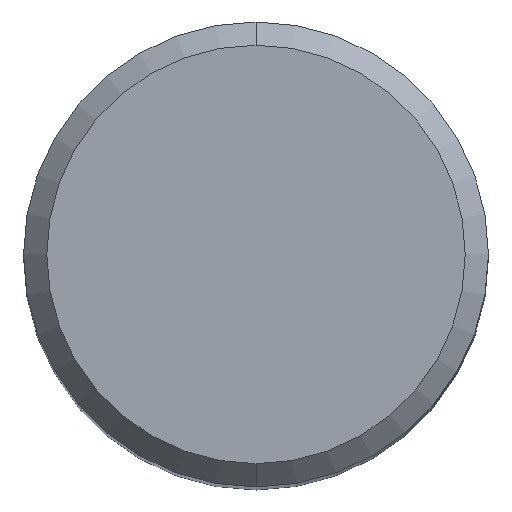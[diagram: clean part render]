
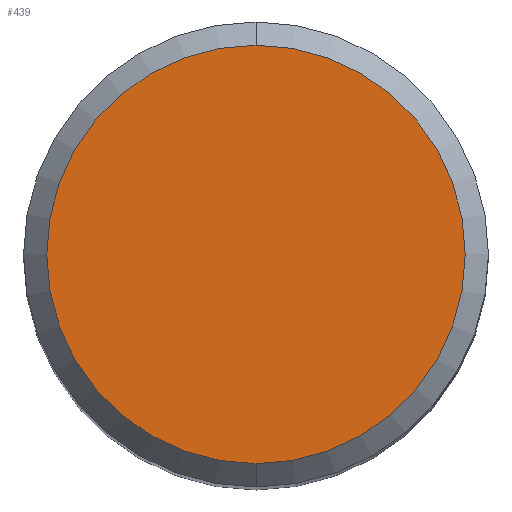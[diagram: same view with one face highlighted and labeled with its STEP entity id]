
A CAD part, top view. The second image highlights one B-rep face of the part: STEP entity #439.
In plain terms, the highlighted planar face has unit normal (0, 0, 1).
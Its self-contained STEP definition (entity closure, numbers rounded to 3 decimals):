
#181=EDGE_CURVE('',#259,#407,#472,.T.);
#259=VERTEX_POINT('',#559);
#277=EDGE_CURVE('',#407,#259,#579,.T.);
#407=VERTEX_POINT('',#722);
#439=ADVANCED_FACE('',(#757),#758,.T.);
#472=CIRCLE('',#819,4.5);
#559=CARTESIAN_POINT('',(0.,-4.5,0.0));
#579=CIRCLE('',#991,4.5);
#722=CARTESIAN_POINT('',(0.0,4.5,0.0));
#757=FACE_OUTER_BOUND('',#1410,.T.);
#758=PLANE('',#1411);
#819=AXIS2_PLACEMENT_3D('',#1422,#1423,#1424);
#991=AXIS2_PLACEMENT_3D('',#1554,#1555,#1556);
#1410=EDGE_LOOP('',(#1744,#1745));
#1411=AXIS2_PLACEMENT_3D('',#1746,#1747,#1748);
#1422=CARTESIAN_POINT('',(0.0,0.0,0.0));
#1423=DIRECTION('',(0.0,0.0,-1.0));
#1424=DIRECTION('',(0.0,1.0,0.0));
#1554=CARTESIAN_POINT('',(0.0,0.0,0.0));
#1555=DIRECTION('',(0.0,0.0,-1.0));
#1556=DIRECTION('',(0.0,1.0,0.0));
#1744=ORIENTED_EDGE('',*,*,#277,.F.);
#1745=ORIENTED_EDGE('',*,*,#181,.F.);
#1746=CARTESIAN_POINT('',(0.0,2.25,0.0));
#1747=DIRECTION('',(-0.0,0.0,1.0));
#1748=DIRECTION('',(0.0,-1.0,0.0));
